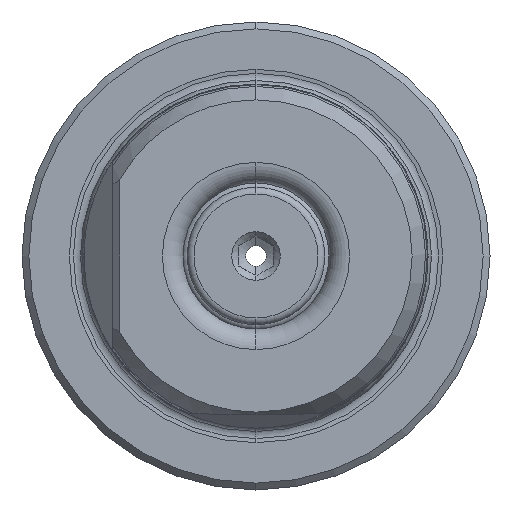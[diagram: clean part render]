
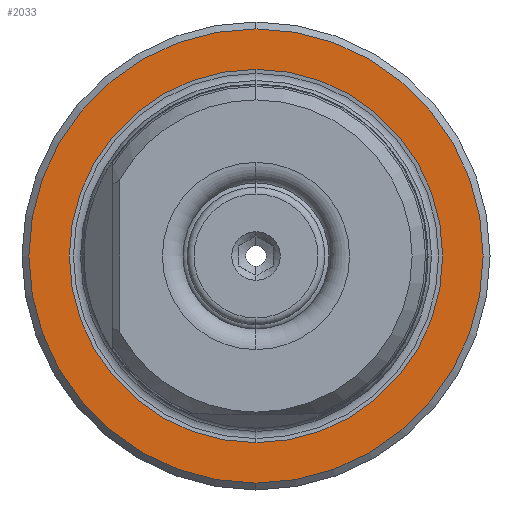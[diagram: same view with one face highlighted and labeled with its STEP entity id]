
A CAD part, left-side view. The second image highlights one B-rep face of the part: STEP entity #2033.
In plain terms, the highlighted planar face has unit normal (-1, 0, 0).
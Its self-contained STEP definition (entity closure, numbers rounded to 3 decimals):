
#30 = VERTEX_POINT ( 'NONE', #19361 ) ;
#35 = VERTEX_POINT ( 'NONE', #19362 ) ;
#46 = VERTEX_POINT ( 'NONE', #19377 ) ;
#52 = VERTEX_POINT ( 'NONE', #19453 ) ;
#2033 = ADVANCED_FACE ( 'NONE', ( #3931, #3935 ), #9066, .F. ) ;
#3931 = FACE_OUTER_BOUND ( 'NONE', #6420, .T. ) ;
#3935 = FACE_BOUND ( 'NONE', #6507, .T. ) ;
#5525 = ORIENTED_EDGE ( 'NONE', *, *, #14938, .F. ) ;
#5568 = ORIENTED_EDGE ( 'NONE', *, *, #14982, .F. ) ;
#5586 = ORIENTED_EDGE ( 'NONE', *, *, #14958, .T. ) ;
#5597 = ORIENTED_EDGE ( 'NONE', *, *, #14890, .T. ) ;
#6420 = EDGE_LOOP ( 'NONE', ( #5586, #5597 ) ) ;
#6507 = EDGE_LOOP ( 'NONE', ( #5568, #5525 ) ) ;
#9052 = CARTESIAN_POINT ( 'NONE',  ( 57., 13.562, 0. ) ) ;
#9055 = DIRECTION ( 'NONE',  ( 1., 0., 0. ) ) ;
#9066 = PLANE ( 'NONE',  #29140 ) ;
#9086 = DIRECTION ( 'NONE',  ( 0., 0., -1. ) ) ;
#10082 = CIRCLE ( 'NONE', #29640, 13.562 ) ;
#10094 = CIRCLE ( 'NONE', #29546, 13.562 ) ;
#10097 = CIRCLE ( 'NONE', #29642, 16.5 ) ;
#11103 = CIRCLE ( 'NONE', #29444, 16.5 ) ;
#11140 = CARTESIAN_POINT ( 'NONE',  ( 57., 0., 0. ) ) ;
#11202 = DIRECTION ( 'NONE',  ( 0., 0., -1. ) ) ;
#11213 = DIRECTION ( 'NONE',  ( -1., 0., 0. ) ) ;
#11299 = DIRECTION ( 'NONE',  ( -1., 0., 0. ) ) ;
#11311 = DIRECTION ( 'NONE',  ( 0., 0., 1. ) ) ;
#11322 = CARTESIAN_POINT ( 'NONE',  ( 57., 0., 0. ) ) ;
#11352 = DIRECTION ( 'NONE',  ( -1., 0., 0. ) ) ;
#11354 = CARTESIAN_POINT ( 'NONE',  ( 57., 0., 0. ) ) ;
#11355 = DIRECTION ( 'NONE',  ( 0., 0., -1. ) ) ;
#11428 = CARTESIAN_POINT ( 'NONE',  ( 57., 0., 0. ) ) ;
#11429 = DIRECTION ( 'NONE',  ( 0., 0., 1. ) ) ;
#11455 = DIRECTION ( 'NONE',  ( -1., 0., 0. ) ) ;
#14890 = EDGE_CURVE ( 'NONE', #30, #46, #11103, .T. ) ;
#14938 = EDGE_CURVE ( 'NONE', #52, #35, #10082, .T. ) ;
#14958 = EDGE_CURVE ( 'NONE', #46, #30, #10097, .T. ) ;
#14982 = EDGE_CURVE ( 'NONE', #35, #52, #10094, .T. ) ;
#19361 = CARTESIAN_POINT ( 'NONE',  ( 57., 0., 16.5 ) ) ;
#19362 = CARTESIAN_POINT ( 'NONE',  ( 57., 0., 13.562 ) ) ;
#19377 = CARTESIAN_POINT ( 'NONE',  ( 57., 0., -16.5 ) ) ;
#19453 = CARTESIAN_POINT ( 'NONE',  ( 57., 0., -13.562 ) ) ;
#29140 = AXIS2_PLACEMENT_3D ( 'NONE', #9052, #9055, #9086 ) ;
#29444 = AXIS2_PLACEMENT_3D ( 'NONE', #11140, #11213, #11202 ) ;
#29546 = AXIS2_PLACEMENT_3D ( 'NONE', #11428, #11455, #11429 ) ;
#29640 = AXIS2_PLACEMENT_3D ( 'NONE', #11322, #11299, #11311 ) ;
#29642 = AXIS2_PLACEMENT_3D ( 'NONE', #11354, #11352, #11355 ) ;
